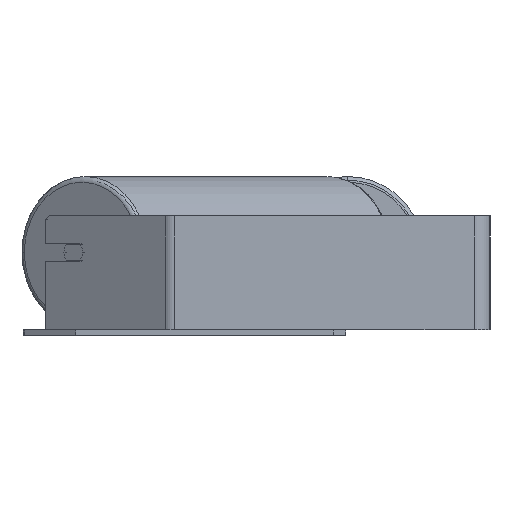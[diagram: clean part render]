
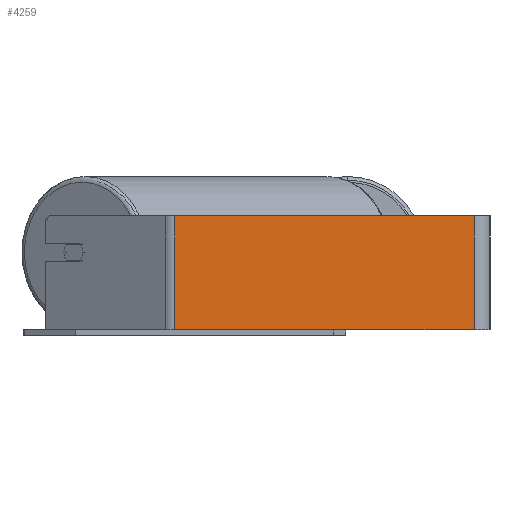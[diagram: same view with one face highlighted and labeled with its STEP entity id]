
A CAD part, left-side view. The second image highlights one B-rep face of the part: STEP entity #4259.
In plain terms, the highlighted planar face has unit normal (-1, 0, 0).
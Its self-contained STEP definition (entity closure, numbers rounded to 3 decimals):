
#16 = EDGE_LOOP ( 'NONE', ( #2087, #8619, #3350, #938 ) ) ;
#281 = CARTESIAN_POINT ( 'NONE',  ( -620., 280.988, 50. ) ) ;
#373 = EDGE_CURVE ( 'NONE', #1801, #2250, #7301, .T. ) ;
#380 = CARTESIAN_POINT ( 'NONE',  ( -620., 14., 50. ) ) ;
#657 = EDGE_CURVE ( 'NONE', #1801, #7803, #4485, .T. ) ;
#802 = AXIS2_PLACEMENT_3D ( 'NONE', #281, #2535, #7317 ) ;
#880 = VECTOR ( 'NONE', #5181, 1000. ) ;
#938 = ORIENTED_EDGE ( 'NONE', *, *, #373, .T. ) ;
#1432 = VECTOR ( 'NONE', #3542, 1000. ) ;
#1477 = VECTOR ( 'NONE', #7324, 1000. ) ;
#1580 = CARTESIAN_POINT ( 'NONE',  ( -620., 276.574, -50. ) ) ;
#1801 = VERTEX_POINT ( 'NONE', #7849 ) ;
#1909 = CARTESIAN_POINT ( 'NONE',  ( -620., 14., -50. ) ) ;
#2087 = ORIENTED_EDGE ( 'NONE', *, *, #8436, .T. ) ;
#2250 = VERTEX_POINT ( 'NONE', #1580 ) ;
#2535 = DIRECTION ( 'NONE',  ( 1., 0., 0. ) ) ;
#3350 = ORIENTED_EDGE ( 'NONE', *, *, #657, .F. ) ;
#3542 = DIRECTION ( 'NONE',  ( 0., -1., 0. ) ) ;
#3746 = CARTESIAN_POINT ( 'NONE',  ( -620., 280.988, 50. ) ) ;
#3971 = VERTEX_POINT ( 'NONE', #1909 ) ;
#4259 = ADVANCED_FACE ( 'NONE', ( #8789 ), #5971, .F. ) ;
#4455 = CARTESIAN_POINT ( 'NONE',  ( -620., 276.574, 50. ) ) ;
#4485 = LINE ( 'NONE', #3746, #1477 ) ;
#4917 = DIRECTION ( 'NONE',  ( 0., 0., -1. ) ) ;
#5181 = DIRECTION ( 'NONE',  ( 0., 0., -1. ) ) ;
#5607 = CARTESIAN_POINT ( 'NONE',  ( -620., 280.988, -50. ) ) ;
#5731 = LINE ( 'NONE', #5607, #1432 ) ;
#5971 = PLANE ( 'NONE',  #802 ) ;
#6889 = CARTESIAN_POINT ( 'NONE',  ( -620., 14., 50. ) ) ;
#7116 = EDGE_CURVE ( 'NONE', #7803, #3971, #8224, .T. ) ;
#7301 = LINE ( 'NONE', #4455, #880 ) ;
#7317 = DIRECTION ( 'NONE',  ( 0., 0., -1. ) ) ;
#7324 = DIRECTION ( 'NONE',  ( 0., -1., 0. ) ) ;
#7685 = VECTOR ( 'NONE', #4917, 1000. ) ;
#7803 = VERTEX_POINT ( 'NONE', #380 ) ;
#7849 = CARTESIAN_POINT ( 'NONE',  ( -620., 276.574, 50. ) ) ;
#8224 = LINE ( 'NONE', #6889, #7685 ) ;
#8436 = EDGE_CURVE ( 'NONE', #2250, #3971, #5731, .T. ) ;
#8619 = ORIENTED_EDGE ( 'NONE', *, *, #7116, .F. ) ;
#8789 = FACE_OUTER_BOUND ( 'NONE', #16, .T. ) ;
